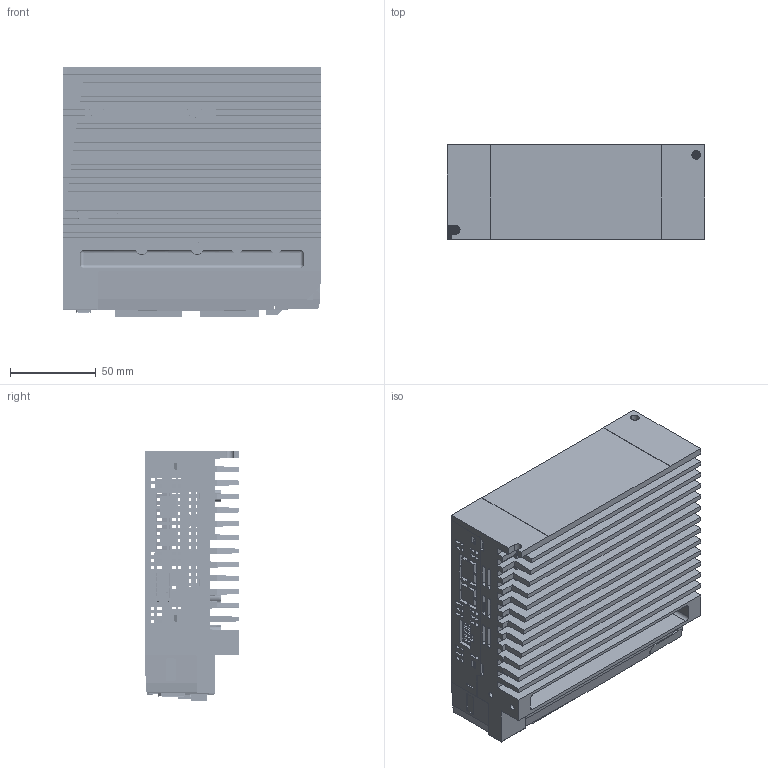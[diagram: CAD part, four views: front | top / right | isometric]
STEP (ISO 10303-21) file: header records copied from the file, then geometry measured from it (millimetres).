
FILE_DESCRIPTION (( 'STEP AP214' ), '1' );
FILE_NAME ('M3 400W唳掛web.STEP', '2018-08-17T06:28:51', ( '' ), ( '' ), 'SwSTEP 2.0', 'SolidWorks 2015', '' );
FILE_SCHEMA (( 'AUTOMOTIVE_DESIGN' ));
Length unit declared in the file: millimetre
Products named in the file (1): M3 400W唳掛web
Bounding box: 150 x 55.2 x 145.5 mm (x, y, z)
Surface area: 302119.9 mm2 (no closed solid volume)
Topology: 0 solids, 104 shells, 6149 faces, 19641 edges, 13472 vertices
Faces by surface type: plane 4538, cylinder 1502, bspline 53, cone 31, torus 16, sphere 9
Entity records: 285907 total; most frequent: CARTESIAN_POINT 42186, ORIENTED_EDGE 35729, DIRECTION 34924, EDGE_CURVE 19626, VECTOR 15666, LINE 15666, VERTEX_POINT 13472, AXIS2_PLACEMENT_3D 9629
